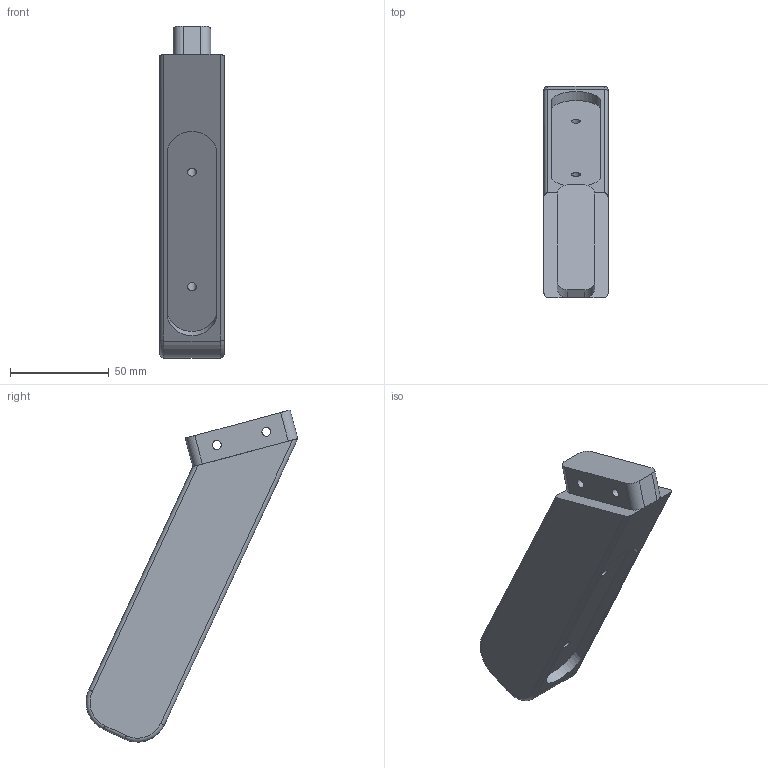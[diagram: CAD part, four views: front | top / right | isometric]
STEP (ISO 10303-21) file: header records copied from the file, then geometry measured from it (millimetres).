
FILE_DESCRIPTION(/* description */ (''),/* implementation_level */ '2;1');
FILE_NAME(/* name */ 'Mark Saroni Rear Bottle Mount v3.step',/* time_stamp */ '2025-07-10T15:26:37-05:00',/* author */ (''),/* organization */ (''),/* preprocessor_version */ 'ST-DEVELOPER v20.1',/* originating_system */ 'Autodesk Translation Framework v14.10.0.0',/* authorisation */ '');
FILE_SCHEMA (('AUTOMOTIVE_DESIGN { 1 0 10303 214 3 1 1 }'));
Length unit declared in the file: millimetre
Products named in the file (1): Mark Saroni Rear Bottle Mount
Bounding box: 32.5 x 107.15 x 168.1 mm (x, y, z)
Volume: 198454.8 mm3; surface area: 31246.4 mm2
Topology: 1 solids, 1 shells, 48 faces, 108 edges, 68 vertices
Faces by surface type: cylinder 22, plane 22, torus 4
Full cylindrical faces by diameter (mm): 4.5 x6
Entity records: 1385 total; most frequent: DIRECTION 254, CARTESIAN_POINT 225, ORIENTED_EDGE 216, EDGE_CURVE 108, AXIS2_PLACEMENT_3D 97, VERTEX_POINT 68, LINE 60, VECTOR 60
